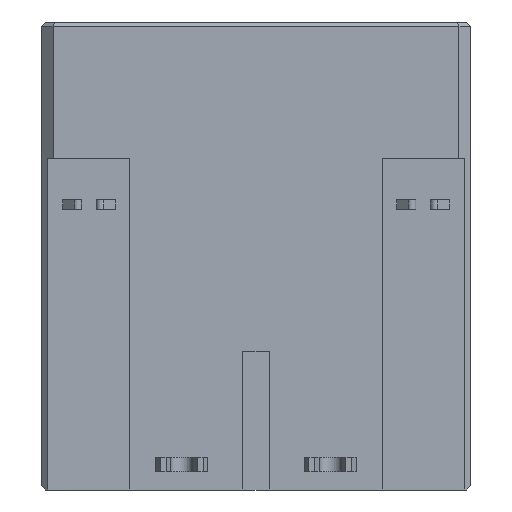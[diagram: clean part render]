
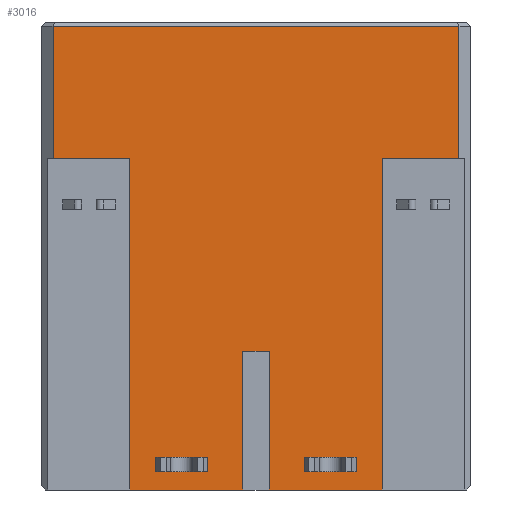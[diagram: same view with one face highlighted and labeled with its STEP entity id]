
A CAD part, front view. The second image highlights one B-rep face of the part: STEP entity #3016.
In plain terms, the highlighted planar face has unit normal (0, -1, 0).
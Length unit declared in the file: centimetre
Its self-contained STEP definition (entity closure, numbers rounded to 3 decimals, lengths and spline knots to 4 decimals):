
#141=FACE_BOUND('',#322,.T.);
#142=FACE_BOUND('',#323,.T.);
#160=FACE_OUTER_BOUND('',#321,.T.);
#321=EDGE_LOOP('',(#2056,#2057,#2058,#2059,#2060,#2061,#2062,#2063,#2064,
#2065,#2066,#2067));
#322=EDGE_LOOP('',(#2068,#2069,#2070,#2071));
#323=EDGE_LOOP('',(#2072,#2073,#2074,#2075));
#518=LINE('',#4219,#921);
#519=LINE('',#4222,#922);
#520=LINE('',#4224,#923);
#521=LINE('',#4226,#924);
#522=LINE('',#4228,#925);
#523=LINE('',#4230,#926);
#524=LINE('',#4232,#927);
#525=LINE('',#4234,#928);
#526=LINE('',#4236,#929);
#527=LINE('',#4238,#930);
#528=LINE('',#4240,#931);
#529=LINE('',#4241,#932);
#530=LINE('',#4244,#933);
#531=LINE('',#4246,#934);
#532=LINE('',#4248,#935);
#533=LINE('',#4249,#936);
#534=LINE('',#4252,#937);
#535=LINE('',#4254,#938);
#536=LINE('',#4256,#939);
#537=LINE('',#4257,#940);
#921=VECTOR('',#3419,0.906);
#922=VECTOR('',#3422,2.776);
#923=VECTOR('',#3423,0.525);
#924=VECTOR('',#3424,2.264);
#925=VECTOR('',#3425,0.773);
#926=VECTOR('',#3426,0.95);
#927=VECTOR('',#3427,0.18);
#928=VECTOR('',#3428,0.95);
#929=VECTOR('',#3429,0.773);
#930=VECTOR('',#3430,2.264);
#931=VECTOR('',#3431,0.525);
#932=VECTOR('',#3432,0.906);
#933=VECTOR('',#3433,0.354);
#934=VECTOR('',#3434,0.1);
#935=VECTOR('',#3435,0.354);
#936=VECTOR('',#3436,0.1);
#937=VECTOR('',#3437,0.354);
#938=VECTOR('',#3438,0.1);
#939=VECTOR('',#3439,0.354);
#940=VECTOR('',#3440,0.1);
#1310=VERTEX_POINT('',#4207);
#1314=VERTEX_POINT('',#4217);
#1315=VERTEX_POINT('',#4221);
#1316=VERTEX_POINT('',#4223);
#1317=VERTEX_POINT('',#4225);
#1318=VERTEX_POINT('',#4227);
#1319=VERTEX_POINT('',#4229);
#1320=VERTEX_POINT('',#4231);
#1321=VERTEX_POINT('',#4233);
#1322=VERTEX_POINT('',#4235);
#1323=VERTEX_POINT('',#4237);
#1324=VERTEX_POINT('',#4239);
#1325=VERTEX_POINT('',#4242);
#1326=VERTEX_POINT('',#4243);
#1327=VERTEX_POINT('',#4245);
#1328=VERTEX_POINT('',#4247);
#1329=VERTEX_POINT('',#4250);
#1330=VERTEX_POINT('',#4251);
#1331=VERTEX_POINT('',#4253);
#1332=VERTEX_POINT('',#4255);
#1606=EDGE_CURVE('',#1310,#1314,#518,.T.);
#1607=EDGE_CURVE('',#1310,#1315,#519,.T.);
#1608=EDGE_CURVE('',#1316,#1314,#520,.T.);
#1609=EDGE_CURVE('',#1317,#1316,#521,.T.);
#1610=EDGE_CURVE('',#1317,#1318,#522,.T.);
#1611=EDGE_CURVE('',#1318,#1319,#523,.T.);
#1612=EDGE_CURVE('',#1319,#1320,#524,.T.);
#1613=EDGE_CURVE('',#1321,#1320,#525,.T.);
#1614=EDGE_CURVE('',#1321,#1322,#526,.T.);
#1615=EDGE_CURVE('',#1322,#1323,#527,.T.);
#1616=EDGE_CURVE('',#1323,#1324,#528,.T.);
#1617=EDGE_CURVE('',#1315,#1324,#529,.T.);
#1618=EDGE_CURVE('',#1325,#1326,#530,.T.);
#1619=EDGE_CURVE('',#1327,#1325,#531,.T.);
#1620=EDGE_CURVE('',#1327,#1328,#532,.T.);
#1621=EDGE_CURVE('',#1328,#1326,#533,.T.);
#1622=EDGE_CURVE('',#1329,#1330,#534,.T.);
#1623=EDGE_CURVE('',#1331,#1329,#535,.T.);
#1624=EDGE_CURVE('',#1331,#1332,#536,.T.);
#1625=EDGE_CURVE('',#1332,#1330,#537,.T.);
#2056=ORIENTED_EDGE('',*,*,#1607,.F.);
#2057=ORIENTED_EDGE('',*,*,#1606,.T.);
#2058=ORIENTED_EDGE('',*,*,#1608,.F.);
#2059=ORIENTED_EDGE('',*,*,#1609,.F.);
#2060=ORIENTED_EDGE('',*,*,#1610,.T.);
#2061=ORIENTED_EDGE('',*,*,#1611,.T.);
#2062=ORIENTED_EDGE('',*,*,#1612,.T.);
#2063=ORIENTED_EDGE('',*,*,#1613,.F.);
#2064=ORIENTED_EDGE('',*,*,#1614,.T.);
#2065=ORIENTED_EDGE('',*,*,#1615,.T.);
#2066=ORIENTED_EDGE('',*,*,#1616,.T.);
#2067=ORIENTED_EDGE('',*,*,#1617,.F.);
#2068=ORIENTED_EDGE('',*,*,#1618,.F.);
#2069=ORIENTED_EDGE('',*,*,#1619,.F.);
#2070=ORIENTED_EDGE('',*,*,#1620,.T.);
#2071=ORIENTED_EDGE('',*,*,#1621,.T.);
#2072=ORIENTED_EDGE('',*,*,#1622,.F.);
#2073=ORIENTED_EDGE('',*,*,#1623,.F.);
#2074=ORIENTED_EDGE('',*,*,#1624,.T.);
#2075=ORIENTED_EDGE('',*,*,#1625,.T.);
#2870=PLANE('',#3178);
#3016=ADVANCED_FACE('',(#160,#141,#142),#2870,.T.);
#3178=AXIS2_PLACEMENT_3D('',#4220,#3420,#3421);
#3419=DIRECTION('',(0.,0.,-1.));
#3420=DIRECTION('center_axis',(0.,-1.,0.));
#3421=DIRECTION('ref_axis',(1.,0.,0.));
#3422=DIRECTION('',(1.,0.,0.));
#3423=DIRECTION('',(-1.,0.,0.));
#3424=DIRECTION('',(0.,0.,1.));
#3425=DIRECTION('',(1.,0.,0.));
#3426=DIRECTION('',(0.,0.,1.));
#3427=DIRECTION('',(1.,0.,0.));
#3428=DIRECTION('',(0.,0.,1.));
#3429=DIRECTION('',(1.,0.,0.));
#3430=DIRECTION('',(0.,0.,1.));
#3431=DIRECTION('',(1.,0.,0.));
#3432=DIRECTION('',(0.,0.,-1.));
#3433=DIRECTION('',(1.,0.,0.));
#3434=DIRECTION('',(0.,0.,-1.));
#3435=DIRECTION('',(1.,0.,0.));
#3436=DIRECTION('',(0.,0.,-1.));
#3437=DIRECTION('',(1.,0.,0.));
#3438=DIRECTION('',(0.,0.,-1.));
#3439=DIRECTION('',(1.,0.,0.));
#3440=DIRECTION('',(0.,0.,-1.));
#4207=CARTESIAN_POINT('',(-1.388,-0.62,-0.03));
#4217=CARTESIAN_POINT('',(-1.388,-0.62,-0.936));
#4219=CARTESIAN_POINT('',(-1.388,-0.62,-0.03));
#4220=CARTESIAN_POINT('Origin',(-1.388,-0.62,0.));
#4221=CARTESIAN_POINT('',(1.388,-0.62,-0.03));
#4222=CARTESIAN_POINT('',(-1.388,-0.62,-0.03));
#4223=CARTESIAN_POINT('',(-0.863,-0.62,-0.936));
#4224=CARTESIAN_POINT('',(-0.863,-0.62,-0.936));
#4225=CARTESIAN_POINT('',(-0.863,-0.62,-3.2));
#4226=CARTESIAN_POINT('',(-0.863,-0.62,-3.2));
#4227=CARTESIAN_POINT('',(-0.09,-0.62,-3.2));
#4228=CARTESIAN_POINT('',(-0.863,-0.62,-3.2));
#4229=CARTESIAN_POINT('',(-0.09,-0.62,-2.25));
#4230=CARTESIAN_POINT('',(-0.09,-0.62,-3.2));
#4231=CARTESIAN_POINT('',(0.09,-0.62,-2.25));
#4232=CARTESIAN_POINT('',(-0.09,-0.62,-2.25));
#4233=CARTESIAN_POINT('',(0.09,-0.62,-3.2));
#4234=CARTESIAN_POINT('',(0.09,-0.62,-3.2));
#4235=CARTESIAN_POINT('',(0.863,-0.62,-3.2));
#4236=CARTESIAN_POINT('',(0.09,-0.62,-3.2));
#4237=CARTESIAN_POINT('',(0.863,-0.62,-0.936));
#4238=CARTESIAN_POINT('',(0.863,-0.62,-3.2));
#4239=CARTESIAN_POINT('',(1.388,-0.62,-0.936));
#4240=CARTESIAN_POINT('',(0.863,-0.62,-0.936));
#4241=CARTESIAN_POINT('',(1.388,-0.62,-0.03));
#4242=CARTESIAN_POINT('',(-0.685,-0.62,-3.076));
#4243=CARTESIAN_POINT('',(-0.331,-0.62,-3.076));
#4244=CARTESIAN_POINT('',(-0.685,-0.62,-3.076));
#4245=CARTESIAN_POINT('',(-0.685,-0.62,-2.976));
#4246=CARTESIAN_POINT('',(-0.685,-0.62,-2.976));
#4247=CARTESIAN_POINT('',(-0.331,-0.62,-2.976));
#4248=CARTESIAN_POINT('',(-0.685,-0.62,-2.976));
#4249=CARTESIAN_POINT('',(-0.331,-0.62,-2.976));
#4250=CARTESIAN_POINT('',(0.331,-0.62,-3.076));
#4251=CARTESIAN_POINT('',(0.685,-0.62,-3.076));
#4252=CARTESIAN_POINT('',(0.331,-0.62,-3.076));
#4253=CARTESIAN_POINT('',(0.331,-0.62,-2.976));
#4254=CARTESIAN_POINT('',(0.331,-0.62,-2.976));
#4255=CARTESIAN_POINT('',(0.685,-0.62,-2.976));
#4256=CARTESIAN_POINT('',(0.331,-0.62,-2.976));
#4257=CARTESIAN_POINT('',(0.685,-0.62,-2.976));
